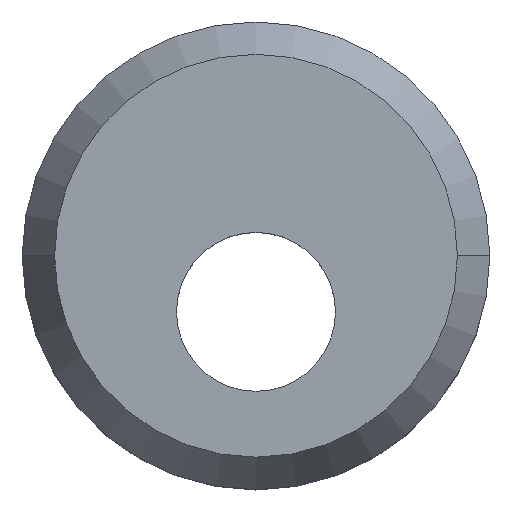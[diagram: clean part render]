
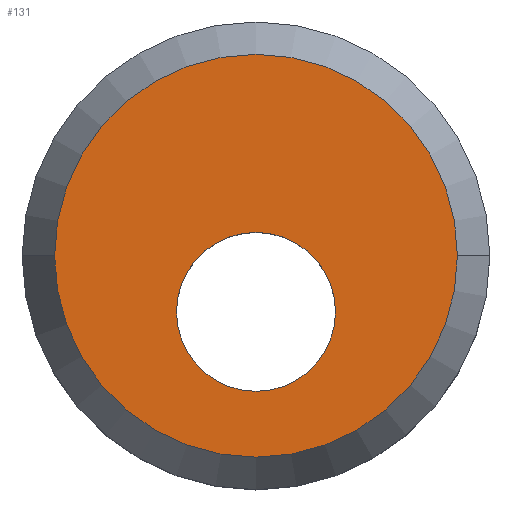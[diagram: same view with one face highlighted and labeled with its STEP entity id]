
A CAD part, top view. The second image highlights one B-rep face of the part: STEP entity #131.
In plain terms, the highlighted planar face has unit normal (0, 0, 1).
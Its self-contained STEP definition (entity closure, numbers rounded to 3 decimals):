
#20 = VERTEX_POINT ( 'NONE', #160 ) ;
#24 = VERTEX_POINT ( 'NONE', #305 ) ;
#26 = VERTEX_POINT ( 'NONE', #303 ) ;
#31 = EDGE_CURVE ( 'NONE', #20, #71, #215, .T. ) ;
#63 = EDGE_CURVE ( 'NONE', #24, #26, #176, .T. ) ;
#71 = VERTEX_POINT ( 'NONE', #320 ) ;
#111 = ORIENTED_EDGE ( 'NONE', *, *, #133, .T. ) ;
#112 = EDGE_LOOP ( 'NONE', ( #111, #129 ) ) ;
#113 = EDGE_CURVE ( 'NONE', #26, #24, #266, .T. ) ;
#119 = ORIENTED_EDGE ( 'NONE', *, *, #113, .T. ) ;
#124 = EDGE_LOOP ( 'NONE', ( #119, #132 ) ) ;
#129 = ORIENTED_EDGE ( 'NONE', *, *, #31, .T. ) ;
#131 = ADVANCED_FACE ( 'NONE', ( #259, #265 ), #252, .T. ) ;
#132 = ORIENTED_EDGE ( 'NONE', *, *, #63, .T. ) ;
#133 = EDGE_CURVE ( 'NONE', #71, #20, #245, .T. ) ;
#160 = CARTESIAN_POINT ( 'NONE',  ( 4.25, -3., 0. ) ) ;
#176 = CIRCLE ( 'NONE', #181, 10.768 ) ;
#181 = AXIS2_PLACEMENT_3D ( 'NONE', #333, #332, #331 ) ;
#209 = DIRECTION ( 'NONE',  ( -1., 0., 0. ) ) ;
#210 = DIRECTION ( 'NONE',  ( 0., 0., -1. ) ) ;
#211 = CARTESIAN_POINT ( 'NONE',  ( 0., -3., 0. ) ) ;
#215 = CIRCLE ( 'NONE', #304, 4.25 ) ;
#241 = DIRECTION ( 'NONE',  ( -1., 0., 0. ) ) ;
#242 = DIRECTION ( 'NONE',  ( 0., 0., -1. ) ) ;
#243 = CARTESIAN_POINT ( 'NONE',  ( 0., -3., 0. ) ) ;
#244 = AXIS2_PLACEMENT_3D ( 'NONE', #243, #242, #241 ) ;
#245 = CIRCLE ( 'NONE', #244, 4.25 ) ;
#247 = DIRECTION ( 'NONE',  ( 1., 0., 0. ) ) ;
#248 = DIRECTION ( 'NONE',  ( 0., 0., 1. ) ) ;
#249 = CARTESIAN_POINT ( 'NONE',  ( 0., 0., 0. ) ) ;
#250 = AXIS2_PLACEMENT_3D ( 'NONE', #249, #248, #247 ) ;
#252 = PLANE ( 'NONE',  #250 ) ;
#255 = DIRECTION ( 'NONE',  ( 1., 0., 0. ) ) ;
#256 = DIRECTION ( 'NONE',  ( 0., 0., 1. ) ) ;
#257 = CARTESIAN_POINT ( 'NONE',  ( 0., 0., 0. ) ) ;
#258 = AXIS2_PLACEMENT_3D ( 'NONE', #257, #256, #255 ) ;
#259 = FACE_BOUND ( 'NONE', #112, .T. ) ;
#265 = FACE_OUTER_BOUND ( 'NONE', #124, .T. ) ;
#266 = CIRCLE ( 'NONE', #258, 10.768 ) ;
#303 = CARTESIAN_POINT ( 'NONE',  ( -10.768, 0., 0. ) ) ;
#304 = AXIS2_PLACEMENT_3D ( 'NONE', #211, #210, #209 ) ;
#305 = CARTESIAN_POINT ( 'NONE',  ( 10.768, 0., 0. ) ) ;
#320 = CARTESIAN_POINT ( 'NONE',  ( -4.25, -3., 0. ) ) ;
#331 = DIRECTION ( 'NONE',  ( 1., 0., 0. ) ) ;
#332 = DIRECTION ( 'NONE',  ( 0., 0., 1. ) ) ;
#333 = CARTESIAN_POINT ( 'NONE',  ( 0., 0., 0. ) ) ;
